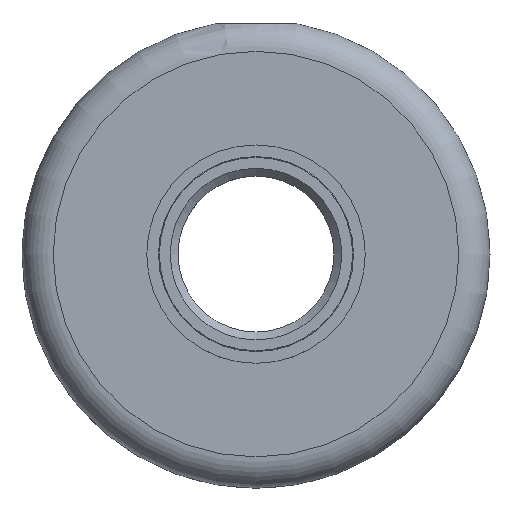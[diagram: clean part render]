
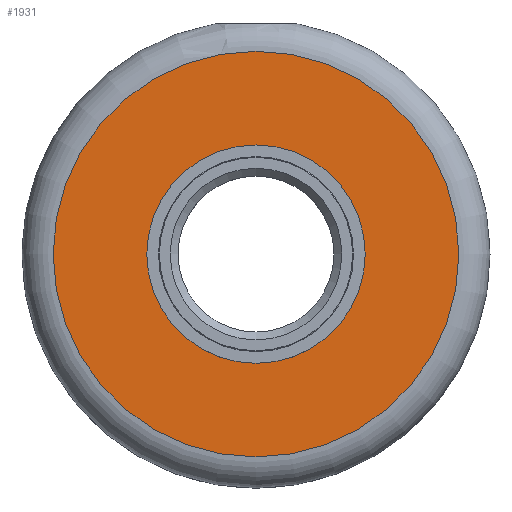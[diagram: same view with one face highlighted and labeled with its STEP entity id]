
A CAD part, top view. The second image highlights one B-rep face of the part: STEP entity #1931.
In plain terms, the highlighted planar face has unit normal (0, 0, 1).
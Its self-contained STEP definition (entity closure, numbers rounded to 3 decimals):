
#29=FACE_BOUND('',#365,.T.);
#82=PLANE('',#2156);
#243=FACE_OUTER_BOUND('',#364,.T.);
#364=EDGE_LOOP('',(#1753));
#365=EDGE_LOOP('',(#1754));
#734=CIRCLE('',#2135,26.);
#743=CIRCLE('',#2157,14.);
#917=VERTEX_POINT('',#3913);
#923=VERTEX_POINT('',#3948);
#1188=EDGE_CURVE('',#917,#917,#734,.T.);
#1204=EDGE_CURVE('',#923,#923,#743,.T.);
#1753=ORIENTED_EDGE('',*,*,#1188,.F.);
#1754=ORIENTED_EDGE('',*,*,#1204,.F.);
#1931=ADVANCED_FACE('',(#243,#29),#82,.F.);
#2135=AXIS2_PLACEMENT_3D('',#3914,#2657,#2658);
#2156=AXIS2_PLACEMENT_3D('',#3947,#2706,#2707);
#2157=AXIS2_PLACEMENT_3D('',#3949,#2708,#2709);
#2657=DIRECTION('center_axis',(0.,0.,-1.));
#2658=DIRECTION('ref_axis',(1.,0.,0.));
#2706=DIRECTION('center_axis',(0.,0.,-1.));
#2707=DIRECTION('ref_axis',(1.,0.,0.));
#2708=DIRECTION('center_axis',(0.,0.,1.));
#2709=DIRECTION('ref_axis',(1.,0.,0.));
#3913=CARTESIAN_POINT('',(-26.,3.,-34.));
#3914=CARTESIAN_POINT('Origin',(0.,3.,-34.));
#3947=CARTESIAN_POINT('Origin',(0.,3.,-34.));
#3948=CARTESIAN_POINT('',(-14.,3.,-34.));
#3949=CARTESIAN_POINT('Origin',(0.,3.,-34.));
